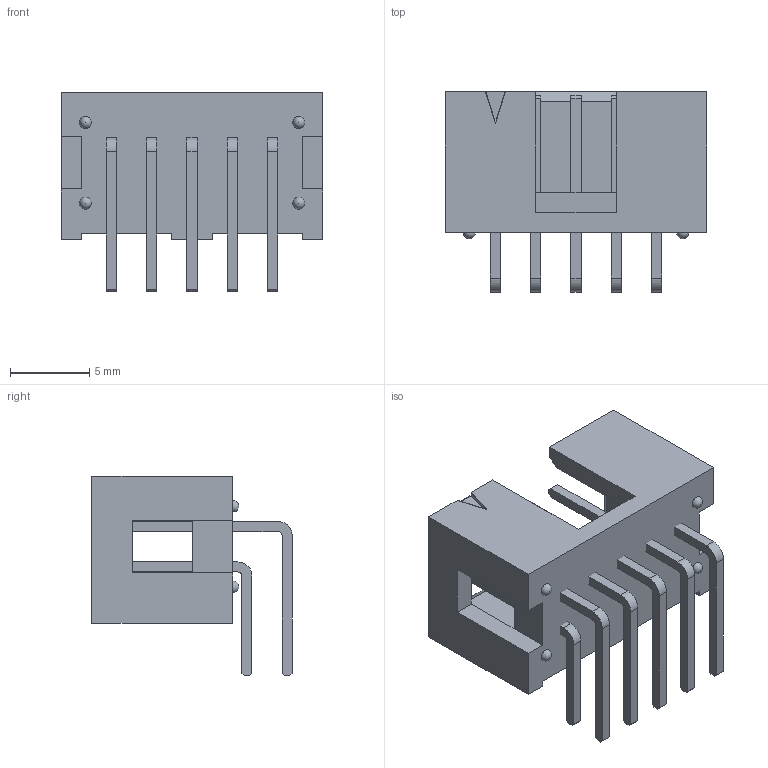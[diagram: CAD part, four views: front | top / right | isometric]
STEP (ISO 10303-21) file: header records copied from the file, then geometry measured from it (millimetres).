
FILE_DESCRIPTION(/* description */ ('STEP AP214'),/* implementation_level */ '2;1');
FILE_NAME(/* name */ 'TSS-105-04-L-D-RA',/* time_stamp */ '2022-12-19T16:37:11+01:00',/* author */ ('License CC BY-ND 4.0'),/* organization */ ('CADENAS'),/* preprocessor_version */ 'ST-DEVELOPER v18.102',/* originating_system */ 'PARTsolutions',/* authorisation */ ' ');
FILE_SCHEMA (('AUTOMOTIVE_DESIGN {1 0 10303 214 3 1 1}'));
Length unit declared in the file: inch
Products named in the file (4): TSS-105-04-L-D-RA; T-1S6-05-04-D-RA__; TSS-First_Position_Indicator; TSS-105-04-D_header
Assembly tree (3 placements, depth 2):
  TSS-105-04-L-D-RA
    T-1S6-05-04-D-RA__
    TSS-First_Position_Indicator
    TSS-105-04-D_header
Bounding box: 16.51 x 12.64 x 12.57 mm (x, y, z)
Volume: 745.5 mm3; surface area: 1502.1 mm2
Topology: 3 solids, 3 shells, 210 faces, 618 edges, 410 vertices
Faces by surface type: plane 186, cylinder 20, sphere 4
Entity records: 6899 total; most frequent: CARTESIAN_POINT 1222, ORIENTED_EDGE 1212, DIRECTION 1078, EDGE_CURVE 606, LINE 562, VECTOR 562, VERTEX_POINT 402, AXIS2_PLACEMENT_3D 258
